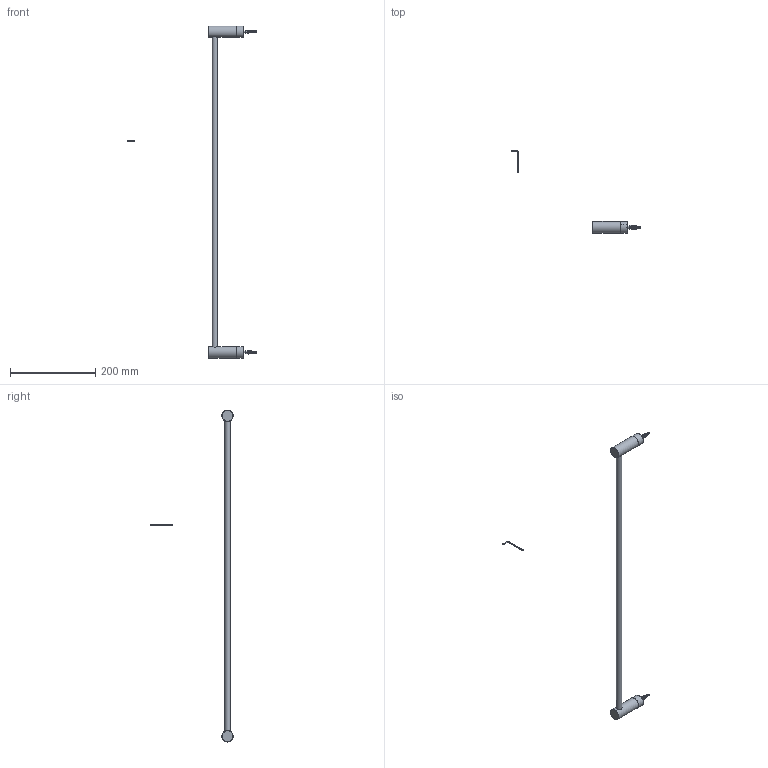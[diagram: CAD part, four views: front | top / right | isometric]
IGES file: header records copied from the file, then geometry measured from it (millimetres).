
Global section: file name: No Iges File Name specified; native system: Autodesk Inventor 2012; preprocessor: AutoDesk Inventor Iges Exporter R2012; author: sbajwa; date: 20130214.075457; units: millimetre
Bounding box: 304.53 x 193.4 x 777.9 mm (x, y, z)
Volume: 95893 mm3; surface area: 85374.2 mm2
Topology: 12 solids, 12 shells, 566 faces, 1582 edges, 1038 vertices
Faces by surface type: plane 450, revolution 53, cylinder 35, cone 20, torus 4, bspline 4
Full cylindrical faces by diameter (mm): 3.92 x2, 4 x2, 8.2 x2, 12.7 x1, 20.38 x4, 26.85 x4
